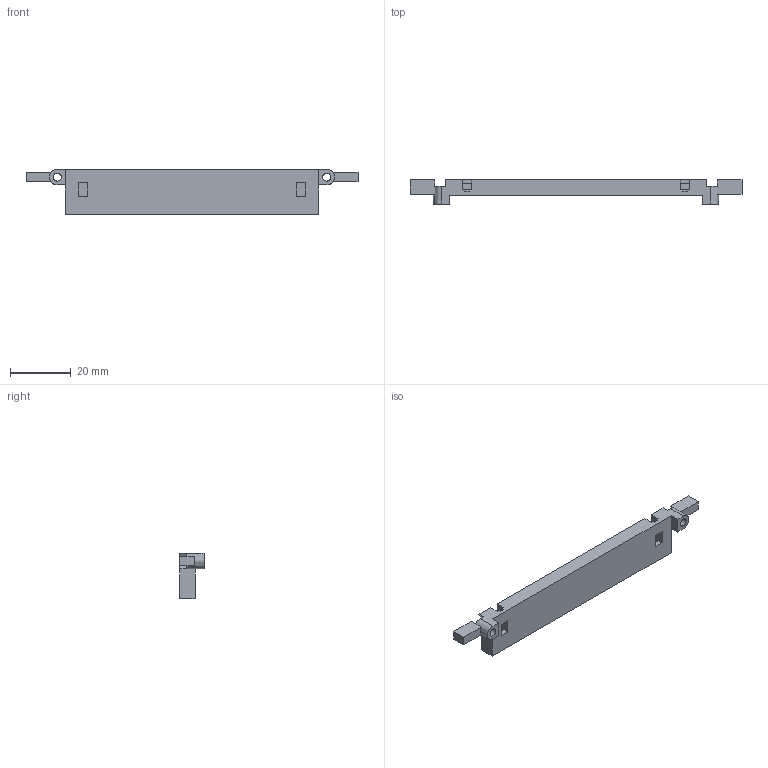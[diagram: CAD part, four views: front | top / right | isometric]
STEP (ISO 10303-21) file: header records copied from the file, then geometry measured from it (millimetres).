
FILE_DESCRIPTION((''),'2;1');
FILE_NAME( '0906_DIN_code_comb_D20_for_male_connectors.stp', '2008-06-03T11:19:16',('User'),('SDRC'),'I-DEAS Master Series 9','UNIX', 'Yes');
FILE_SCHEMA(('AUTOMOTIVE_DESIGN { 1 0 10303 214 1 1 1 1 }'));
Length unit declared in the file: millimetre
Products named in the file (1): 0906_DIN_code_comb_D20_for_male_connectors
Bounding box: 109.55 x 8 x 15 mm (x, y, z)
Volume: 5659.3 mm3; surface area: 4774 mm2
Topology: 1 solids, 1 shells, 63 faces, 193 edges, 130 vertices
Faces by surface type: bspline 63
Entity records: 2049 total; most frequent: CARTESIAN_POINT 833, ORIENTED_EDGE 384, EDGE_CURVE 192, VERTEX_POINT 126, B_SPLINE_CURVE_WITH_KNOTS 112, EDGE_LOOP 70, QUASI_UNIFORM_CURVE 69, FACE_OUTER_BOUND 63
